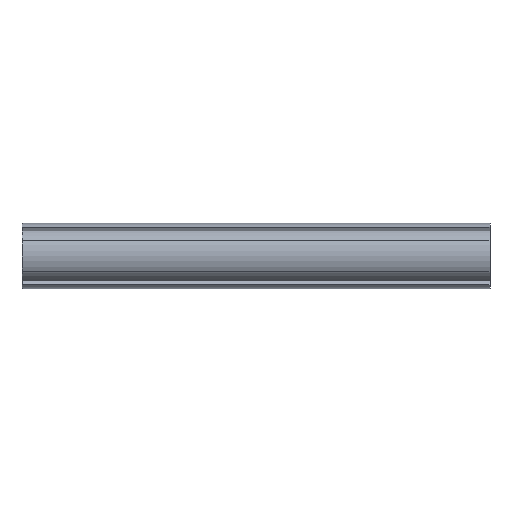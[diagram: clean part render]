
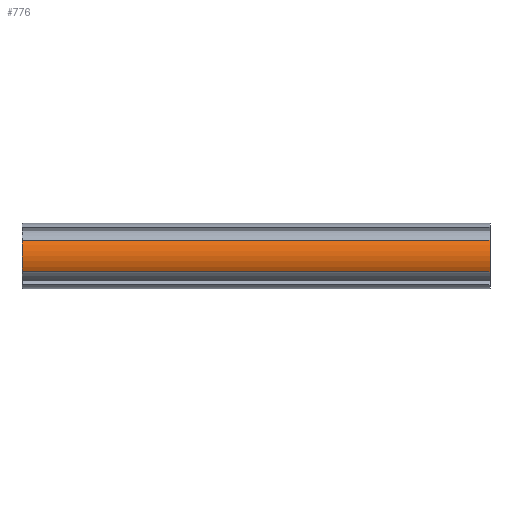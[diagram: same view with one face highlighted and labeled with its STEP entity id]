
A CAD part, left-side view. The second image highlights one B-rep face of the part: STEP entity #776.
In plain terms, the highlighted cylindrical face has radius 14 mm (diameter 28 mm), a partial arc.
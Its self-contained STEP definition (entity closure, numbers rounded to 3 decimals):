
#29 = EDGE_CURVE ( 'NONE', #187, #876, #336, .T. ) ;
#32 = ORIENTED_EDGE ( 'NONE', *, *, #29, .F. ) ;
#42 = VERTEX_POINT ( 'NONE', #774 ) ;
#48 = CARTESIAN_POINT ( 'NONE',  ( 0., 0., 0. ) ) ;
#109 = VECTOR ( 'NONE', #881, 1000. ) ;
#118 = CYLINDRICAL_SURFACE ( 'NONE', #176, 14. ) ;
#139 = VECTOR ( 'NONE', #253, 1000. ) ;
#176 = AXIS2_PLACEMENT_3D ( 'NONE', #1248, #579, #668 ) ;
#187 = VERTEX_POINT ( 'NONE', #270 ) ;
#198 = ORIENTED_EDGE ( 'NONE', *, *, #226, .T. ) ;
#226 = EDGE_CURVE ( 'NONE', #996, #42, #1135, .T. ) ;
#253 = DIRECTION ( 'NONE',  ( 0., -1., 0. ) ) ;
#270 = CARTESIAN_POINT ( 'NONE',  ( -12.296, 200., 6.694 ) ) ;
#290 = CARTESIAN_POINT ( 'NONE',  ( -12.296, 200., -6.694 ) ) ;
#336 = LINE ( 'NONE', #560, #139 ) ;
#371 = AXIS2_PLACEMENT_3D ( 'NONE', #48, #861, #1233 ) ;
#560 = CARTESIAN_POINT ( 'NONE',  ( -12.296, 0., 6.694 ) ) ;
#579 = DIRECTION ( 'NONE',  ( 0., 1., 0. ) ) ;
#589 = CARTESIAN_POINT ( 'NONE',  ( -12.296, 0., 6.694 ) ) ;
#596 = DIRECTION ( 'NONE',  ( 0., 0., 1. ) ) ;
#668 = DIRECTION ( 'NONE',  ( 0., 0., 1. ) ) ;
#695 = DIRECTION ( 'NONE',  ( 0., 1., 0. ) ) ;
#774 = CARTESIAN_POINT ( 'NONE',  ( -12.296, 0., -6.694 ) ) ;
#776 = ADVANCED_FACE ( 'NONE', ( #972 ), #118, .T. ) ;
#789 = CARTESIAN_POINT ( 'NONE',  ( -12.296, 0., -6.694 ) ) ;
#820 = AXIS2_PLACEMENT_3D ( 'NONE', #983, #695, #596 ) ;
#824 = CIRCLE ( 'NONE', #371, 14. ) ;
#848 = EDGE_CURVE ( 'NONE', #996, #187, #1151, .T. ) ;
#857 = ORIENTED_EDGE ( 'NONE', *, *, #848, .F. ) ;
#861 = DIRECTION ( 'NONE',  ( 0., 1., 0. ) ) ;
#876 = VERTEX_POINT ( 'NONE', #589 ) ;
#881 = DIRECTION ( 'NONE',  ( 0., -1., 0. ) ) ;
#931 = ORIENTED_EDGE ( 'NONE', *, *, #1228, .T. ) ;
#972 = FACE_OUTER_BOUND ( 'NONE', #993, .T. ) ;
#983 = CARTESIAN_POINT ( 'NONE',  ( 0., 200., 0. ) ) ;
#993 = EDGE_LOOP ( 'NONE', ( #931, #32, #857, #198 ) ) ;
#996 = VERTEX_POINT ( 'NONE', #290 ) ;
#1135 = LINE ( 'NONE', #789, #109 ) ;
#1151 = CIRCLE ( 'NONE', #820, 14. ) ;
#1228 = EDGE_CURVE ( 'NONE', #42, #876, #824, .T. ) ;
#1233 = DIRECTION ( 'NONE',  ( 0., 0., 1. ) ) ;
#1248 = CARTESIAN_POINT ( 'NONE',  ( 0., 0., 0. ) ) ;
